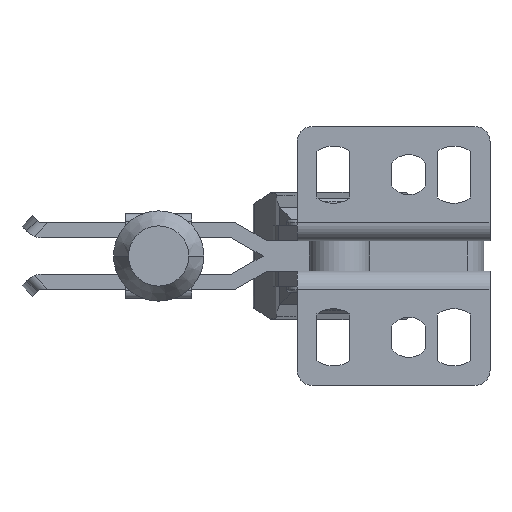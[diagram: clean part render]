
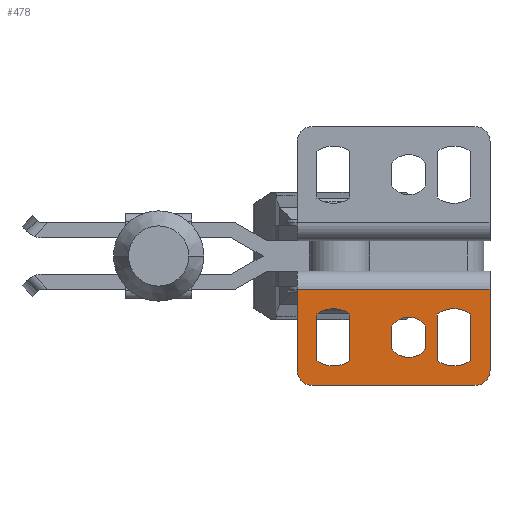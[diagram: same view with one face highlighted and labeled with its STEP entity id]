
A CAD part, front view. The second image highlights one B-rep face of the part: STEP entity #478.
In plain terms, the highlighted planar face has unit normal (0, -1, 0).
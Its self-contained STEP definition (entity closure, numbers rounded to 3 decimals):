
#478=ADVANCED_FACE('',(#1329,#1330,#1331,#1332),#1333,.T.);
#1329=FACE_OUTER_BOUND('',#2621,.T.);
#1330=FACE_BOUND('',#2622,.T.);
#1331=FACE_BOUND('',#2623,.T.);
#1332=FACE_BOUND('',#2624,.T.);
#1333=PLANE('',#2625);
#2621=EDGE_LOOP('',(#4003,#4004,#4005,#4006,#4007,#4008));
#2622=EDGE_LOOP('',(#4009,#4010,#4011,#4012,#4013,#4014));
#2623=EDGE_LOOP('',(#4015,#4016,#4017,#4018,#4019,#4020));
#2624=EDGE_LOOP('',(#4021,#4022,#4023,#4024,#4025,#4026));
#2625=AXIS2_PLACEMENT_3D('',#4027,#4028,#4029);
#4003=ORIENTED_EDGE('',*,*,#7592,.F.);
#4004=ORIENTED_EDGE('',*,*,#7593,.T.);
#4005=ORIENTED_EDGE('',*,*,#7594,.F.);
#4006=ORIENTED_EDGE('',*,*,#7595,.F.);
#4007=ORIENTED_EDGE('',*,*,#7596,.F.);
#4008=ORIENTED_EDGE('',*,*,#7597,.T.);
#4009=ORIENTED_EDGE('',*,*,#7598,.T.);
#4010=ORIENTED_EDGE('',*,*,#7524,.T.);
#4011=ORIENTED_EDGE('',*,*,#7599,.T.);
#4012=ORIENTED_EDGE('',*,*,#7517,.T.);
#4013=ORIENTED_EDGE('',*,*,#7600,.T.);
#4014=ORIENTED_EDGE('',*,*,#7601,.T.);
#4015=ORIENTED_EDGE('',*,*,#7602,.T.);
#4016=ORIENTED_EDGE('',*,*,#7603,.T.);
#4017=ORIENTED_EDGE('',*,*,#7539,.T.);
#4018=ORIENTED_EDGE('',*,*,#7604,.T.);
#4019=ORIENTED_EDGE('',*,*,#7542,.T.);
#4020=ORIENTED_EDGE('',*,*,#7605,.T.);
#4021=ORIENTED_EDGE('',*,*,#7606,.T.);
#4022=ORIENTED_EDGE('',*,*,#7607,.T.);
#4023=ORIENTED_EDGE('',*,*,#7569,.T.);
#4024=ORIENTED_EDGE('',*,*,#7608,.T.);
#4025=ORIENTED_EDGE('',*,*,#7572,.T.);
#4026=ORIENTED_EDGE('',*,*,#7609,.T.);
#4027=CARTESIAN_POINT('',(0.0,0.0,-5.5));
#4028=DIRECTION('',(0.0,-1.0,0.0));
#4029=DIRECTION('',(0.0,0.0,-1.0));
#7517=EDGE_CURVE('',#8982,#8979,#8983,.T.);
#7524=EDGE_CURVE('',#8989,#8993,#8995,.T.);
#7539=EDGE_CURVE('',#9016,#9020,#9022,.T.);
#7542=EDGE_CURVE('',#9027,#9024,#9028,.T.);
#7569=EDGE_CURVE('',#9070,#9074,#9076,.T.);
#7572=EDGE_CURVE('',#9081,#9078,#9082,.T.);
#7592=EDGE_CURVE('',#9115,#9116,#9117,.T.);
#7593=EDGE_CURVE('',#9115,#9118,#9119,.T.);
#7594=EDGE_CURVE('',#9120,#9118,#9121,.T.);
#7595=EDGE_CURVE('',#9122,#9120,#9123,.T.);
#7596=EDGE_CURVE('',#9124,#9122,#9125,.T.);
#7597=EDGE_CURVE('',#9124,#9116,#9126,.T.);
#7598=EDGE_CURVE('',#9127,#8989,#9128,.T.);
#7599=EDGE_CURVE('',#8993,#8982,#9129,.T.);
#7600=EDGE_CURVE('',#8979,#9130,#9131,.T.);
#7601=EDGE_CURVE('',#9130,#9127,#9132,.T.);
#7602=EDGE_CURVE('',#9133,#9134,#9135,.T.);
#7603=EDGE_CURVE('',#9134,#9016,#9136,.T.);
#7604=EDGE_CURVE('',#9020,#9027,#9137,.T.);
#7605=EDGE_CURVE('',#9024,#9133,#9138,.T.);
#7606=EDGE_CURVE('',#9139,#9140,#9141,.T.);
#7607=EDGE_CURVE('',#9140,#9070,#9142,.T.);
#7608=EDGE_CURVE('',#9074,#9081,#9143,.T.);
#7609=EDGE_CURVE('',#9078,#9139,#9144,.T.);
#8979=VERTEX_POINT('',#11101);
#8982=VERTEX_POINT('',#11105);
#8983=CIRCLE('',#11106,3.35);
#8989=VERTEX_POINT('',#11113);
#8993=VERTEX_POINT('',#11118);
#8995=CIRCLE('',#11121,3.35);
#9016=VERTEX_POINT('',#11146);
#9020=VERTEX_POINT('',#11151);
#9022=CIRCLE('',#11154,4.75);
#9024=VERTEX_POINT('',#11156);
#9027=VERTEX_POINT('',#11160);
#9028=CIRCLE('',#11161,4.75);
#9070=VERTEX_POINT('',#11212);
#9074=VERTEX_POINT('',#11217);
#9076=CIRCLE('',#11220,4.75);
#9078=VERTEX_POINT('',#11222);
#9081=VERTEX_POINT('',#11226);
#9082=CIRCLE('',#11227,4.75);
#9115=VERTEX_POINT('',#11269);
#9116=VERTEX_POINT('',#11270);
#9117=CIRCLE('',#11271,2.5);
#9118=VERTEX_POINT('',#11272);
#9119=LINE('',#11273,#11274);
#9120=VERTEX_POINT('',#11275);
#9121=CIRCLE('',#11276,2.5);
#9122=VERTEX_POINT('',#11277);
#9123=LINE('',#11278,#11279);
#9124=VERTEX_POINT('',#11280);
#9125=LINE('',#11281,#11282);
#9126=LINE('',#11283,#11284);
#9127=VERTEX_POINT('',#11285);
#9128=CIRCLE('',#11286,3.35);
#9129=LINE('',#11287,#11288);
#9130=VERTEX_POINT('',#11289);
#9131=CIRCLE('',#11290,3.35);
#9132=LINE('',#11291,#11292);
#9133=VERTEX_POINT('',#11293);
#9134=VERTEX_POINT('',#11294);
#9135=LINE('',#11295,#11296);
#9136=CIRCLE('',#11297,4.75);
#9137=LINE('',#11298,#11299);
#9138=CIRCLE('',#11300,4.75);
#9139=VERTEX_POINT('',#11301);
#9140=VERTEX_POINT('',#11302);
#9141=LINE('',#11303,#11304);
#9142=CIRCLE('',#11305,4.75);
#9143=LINE('',#11306,#11307);
#9144=CIRCLE('',#11308,4.75);
#11101=CARTESIAN_POINT('',(18.5,0.0,-10.15));
#11105=CARTESIAN_POINT('',(15.7,0.0,-11.661));
#11106=AXIS2_PLACEMENT_3D('',#13994,#13995,#13996);
#11113=CARTESIAN_POINT('',(18.5,0.0,-16.85));
#11118=CARTESIAN_POINT('',(15.7,0.0,-15.339));
#11121=AXIS2_PLACEMENT_3D('',#14006,#14007,#14008);
#11146=CARTESIAN_POINT('',(6.0,0.0,-18.25));
#11151=CARTESIAN_POINT('',(3.25,0.0,-17.373));
#11154=AXIS2_PLACEMENT_3D('',#14030,#14031,#14032);
#11156=CARTESIAN_POINT('',(6.0,0.0,-8.75));
#11160=CARTESIAN_POINT('',(3.25,0.0,-9.627));
#11161=AXIS2_PLACEMENT_3D('',#14034,#14035,#14036);
#11212=CARTESIAN_POINT('',(26.0,0.0,-18.25));
#11217=CARTESIAN_POINT('',(23.25,0.0,-17.373));
#11220=AXIS2_PLACEMENT_3D('',#14078,#14079,#14080);
#11222=CARTESIAN_POINT('',(26.0,0.0,-8.75));
#11226=CARTESIAN_POINT('',(23.25,0.0,-9.627));
#11227=AXIS2_PLACEMENT_3D('',#14082,#14083,#14084);
#11269=CARTESIAN_POINT('',(2.5,0.0,-21.5));
#11270=CARTESIAN_POINT('',(0.,0.0,-19.0));
#11271=AXIS2_PLACEMENT_3D('',#14118,#14119,#14120);
#11272=CARTESIAN_POINT('',(29.5,0.0,-21.5));
#11273=CARTESIAN_POINT('',(0.0,0.0,-21.5));
#11274=VECTOR('',#14121,1000.0);
#11275=CARTESIAN_POINT('',(32.0,0.0,-19.0));
#11276=AXIS2_PLACEMENT_3D('',#14122,#14123,#14124);
#11277=CARTESIAN_POINT('',(32.0,0.0,-5.5));
#11278=CARTESIAN_POINT('',(32.0,0.0,-5.5));
#11279=VECTOR('',#14125,1000.0);
#11280=CARTESIAN_POINT('',(0.0,0.0,-5.5));
#11281=CARTESIAN_POINT('',(0.0,0.0,-5.5));
#11282=VECTOR('',#14126,1000.0);
#11283=CARTESIAN_POINT('',(0.0,0.0,-5.5));
#11284=VECTOR('',#14127,1000.0);
#11285=CARTESIAN_POINT('',(21.3,0.0,-15.339));
#11286=AXIS2_PLACEMENT_3D('',#14128,#14129,#14130);
#11287=CARTESIAN_POINT('',(15.7,0.0,-15.339));
#11288=VECTOR('',#14131,1000.0);
#11289=CARTESIAN_POINT('',(21.3,0.0,-11.661));
#11290=AXIS2_PLACEMENT_3D('',#14132,#14133,#14134);
#11291=CARTESIAN_POINT('',(21.3,0.0,-11.661));
#11292=VECTOR('',#14135,1000.0);
#11293=CARTESIAN_POINT('',(8.75,0.0,-9.627));
#11294=CARTESIAN_POINT('',(8.75,0.0,-17.373));
#11295=CARTESIAN_POINT('',(8.75,0.0,-9.627));
#11296=VECTOR('',#14136,1000.0);
#11297=AXIS2_PLACEMENT_3D('',#14137,#14138,#14139);
#11298=CARTESIAN_POINT('',(3.25,0.0,-17.373));
#11299=VECTOR('',#14140,1000.0);
#11300=AXIS2_PLACEMENT_3D('',#14141,#14142,#14143);
#11301=CARTESIAN_POINT('',(28.75,0.0,-9.627));
#11302=CARTESIAN_POINT('',(28.75,0.0,-17.373));
#11303=CARTESIAN_POINT('',(28.75,0.0,-9.627));
#11304=VECTOR('',#14144,1000.0);
#11305=AXIS2_PLACEMENT_3D('',#14145,#14146,#14147);
#11306=CARTESIAN_POINT('',(23.25,0.0,-17.373));
#11307=VECTOR('',#14148,1000.0);
#11308=AXIS2_PLACEMENT_3D('',#14149,#14150,#14151);
#13994=CARTESIAN_POINT('',(18.5,0.0,-13.5));
#13995=DIRECTION('',(-0.0,1.0,0.0));
#13996=DIRECTION('',(1.0,0.0,0.0));
#14006=CARTESIAN_POINT('',(18.5,0.0,-13.5));
#14007=DIRECTION('',(-0.0,1.0,0.0));
#14008=DIRECTION('',(1.0,0.0,0.0));
#14030=CARTESIAN_POINT('',(6.0,0.0,-13.5));
#14031=DIRECTION('',(-0.0,1.0,0.0));
#14032=DIRECTION('',(1.0,0.0,0.0));
#14034=CARTESIAN_POINT('',(6.0,0.0,-13.5));
#14035=DIRECTION('',(-0.0,1.0,0.0));
#14036=DIRECTION('',(1.0,0.0,0.0));
#14078=CARTESIAN_POINT('',(26.0,0.0,-13.5));
#14079=DIRECTION('',(-0.0,1.0,0.0));
#14080=DIRECTION('',(1.0,0.0,0.0));
#14082=CARTESIAN_POINT('',(26.0,0.0,-13.5));
#14083=DIRECTION('',(-0.0,1.0,0.0));
#14084=DIRECTION('',(1.0,0.0,0.0));
#14118=CARTESIAN_POINT('',(2.5,0.0,-19.0));
#14119=DIRECTION('',(-0.0,1.0,0.0));
#14120=DIRECTION('',(1.0,0.0,0.0));
#14121=DIRECTION('',(1.0,0.0,0.0));
#14122=CARTESIAN_POINT('',(29.5,0.0,-19.0));
#14123=DIRECTION('',(-0.0,1.0,0.0));
#14124=DIRECTION('',(1.0,0.0,0.0));
#14125=DIRECTION('',(0.0,0.0,-1.0));
#14126=DIRECTION('',(1.0,0.0,0.0));
#14127=DIRECTION('',(0.0,0.0,-1.0));
#14128=CARTESIAN_POINT('',(18.5,0.0,-13.5));
#14129=DIRECTION('',(-0.0,1.0,0.0));
#14130=DIRECTION('',(1.0,0.0,0.0));
#14131=DIRECTION('',(0.0,0.0,1.0));
#14132=CARTESIAN_POINT('',(18.5,0.0,-13.5));
#14133=DIRECTION('',(-0.0,1.0,0.0));
#14134=DIRECTION('',(1.0,0.0,0.0));
#14135=DIRECTION('',(0.0,0.0,-1.0));
#14136=DIRECTION('',(0.0,0.0,-1.0));
#14137=CARTESIAN_POINT('',(6.0,0.0,-13.5));
#14138=DIRECTION('',(-0.0,1.0,0.0));
#14139=DIRECTION('',(1.0,0.0,0.0));
#14140=DIRECTION('',(0.0,0.0,1.0));
#14141=CARTESIAN_POINT('',(6.0,0.0,-13.5));
#14142=DIRECTION('',(-0.0,1.0,0.0));
#14143=DIRECTION('',(1.0,0.0,0.0));
#14144=DIRECTION('',(0.0,0.0,-1.0));
#14145=CARTESIAN_POINT('',(26.0,0.0,-13.5));
#14146=DIRECTION('',(-0.0,1.0,0.0));
#14147=DIRECTION('',(1.0,0.0,0.0));
#14148=DIRECTION('',(0.0,0.0,1.0));
#14149=CARTESIAN_POINT('',(26.0,0.0,-13.5));
#14150=DIRECTION('',(-0.0,1.0,0.0));
#14151=DIRECTION('',(1.0,0.0,0.0));
